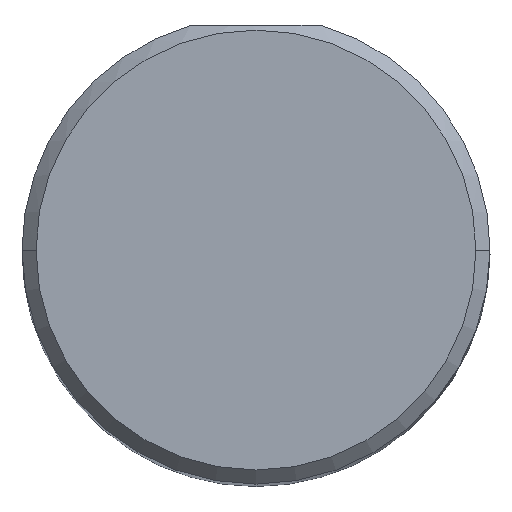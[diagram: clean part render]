
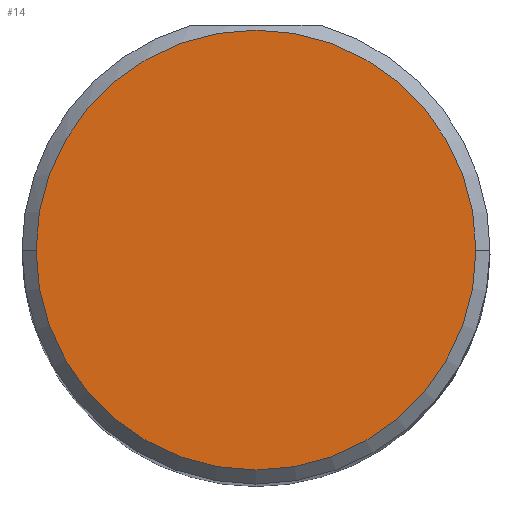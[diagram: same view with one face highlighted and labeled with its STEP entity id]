
A CAD part, top view. The second image highlights one B-rep face of the part: STEP entity #14.
In plain terms, the highlighted planar face has unit normal (0, 0, 1).
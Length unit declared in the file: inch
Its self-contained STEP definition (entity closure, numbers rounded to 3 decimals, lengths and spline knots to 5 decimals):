
#14 = ADVANCED_FACE ( 'NONE', ( #146 ), #590, .T. ) ;
#17 = AXIS2_PLACEMENT_3D ( 'NONE', #569, #118, #616 ) ;
#118 = DIRECTION ( 'NONE',  ( 0., 0., 1. ) ) ;
#124 = CIRCLE ( 'NONE', #408, 0.235 ) ;
#146 = FACE_OUTER_BOUND ( 'NONE', #570, .T. ) ;
#182 = VERTEX_POINT ( 'NONE', #209 ) ;
#193 = EDGE_CURVE ( 'NONE', #182, #607, #468, .T. ) ;
#195 = CARTESIAN_POINT ( 'NONE',  ( 0., 0., 3. ) ) ;
#209 = CARTESIAN_POINT ( 'NONE',  ( -0.235, 0., 3. ) ) ;
#251 = DIRECTION ( 'NONE',  ( 0., 0., 1. ) ) ;
#299 = CARTESIAN_POINT ( 'NONE',  ( 0.235, 0., 3. ) ) ;
#313 = DIRECTION ( 'NONE',  ( 0., 0., 1. ) ) ;
#331 = AXIS2_PLACEMENT_3D ( 'NONE', #195, #313, #523 ) ;
#361 = CARTESIAN_POINT ( 'NONE',  ( 0., 0., 3. ) ) ;
#408 = AXIS2_PLACEMENT_3D ( 'NONE', #361, #251, #473 ) ;
#411 = EDGE_CURVE ( 'NONE', #607, #182, #124, .T. ) ;
#468 = CIRCLE ( 'NONE', #17, 0.235 ) ;
#473 = DIRECTION ( 'NONE',  ( 1., 0., 0. ) ) ;
#523 = DIRECTION ( 'NONE',  ( 1., 0., 0. ) ) ;
#569 = CARTESIAN_POINT ( 'NONE',  ( 0., 0., 3. ) ) ;
#570 = EDGE_LOOP ( 'NONE', ( #713, #617 ) ) ;
#590 = PLANE ( 'NONE',  #331 ) ;
#607 = VERTEX_POINT ( 'NONE', #299 ) ;
#616 = DIRECTION ( 'NONE',  ( 1., 0., 0. ) ) ;
#617 = ORIENTED_EDGE ( 'NONE', *, *, #411, .T. ) ;
#713 = ORIENTED_EDGE ( 'NONE', *, *, #193, .T. ) ;
